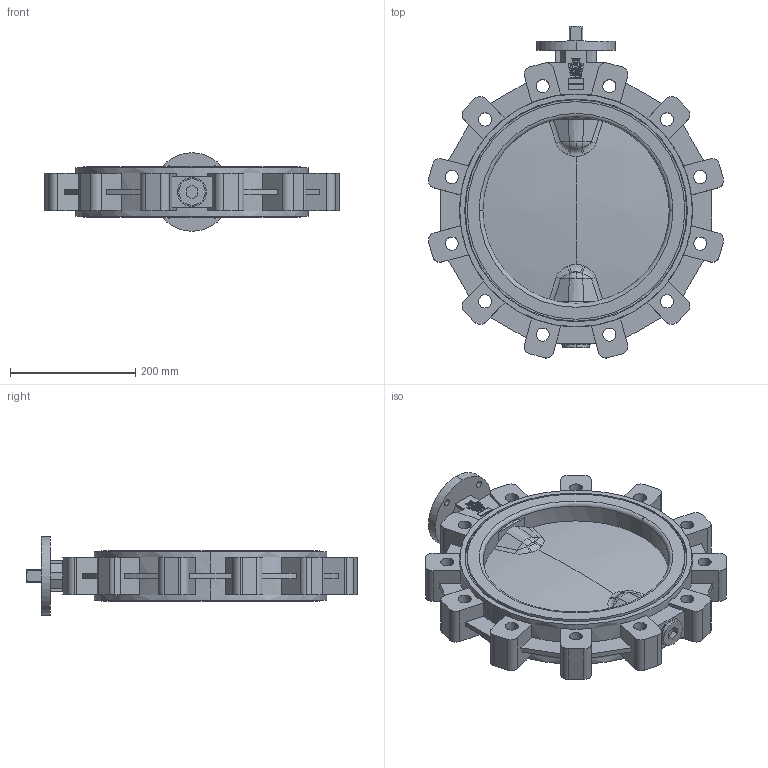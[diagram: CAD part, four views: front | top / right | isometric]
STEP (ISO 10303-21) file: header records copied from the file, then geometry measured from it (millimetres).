
FILE_DESCRIPTION (( 'STEP AP203' ), '1' );
FILE_NAME ('EVTLS-i DN300 PN16 F10-L22.STEP', '2024-04-22T12:51:41', ( '' ), ( '' ), 'SwSTEP 2.0', 'SolidWorks 2015', '' );
FILE_SCHEMA (( 'CONFIG_CONTROL_DESIGN' ));
Length unit declared in the file: millimetre
Products named in the file (1): EVTLS-i DN300 PN16 F10-L22
Bounding box: 470.44 x 529.19 x 125 mm (x, y, z)
Volume: 6642235.8 mm3; surface area: 630533.5 mm2
Topology: 1 solids, 1 shells, 559 faces, 1510 edges, 991 vertices
Faces by surface type: plane 314, bspline 103, cylinder 101, torus 24, cone 13, sphere 4
Entity records: 22800 total; most frequent: CARTESIAN_POINT 9105, ORIENTED_EDGE 3020, DIRECTION 2517, EDGE_CURVE 1510, VERTEX_POINT 991, VECTOR 923, LINE 923, AXIS2_PLACEMENT_3D 797
